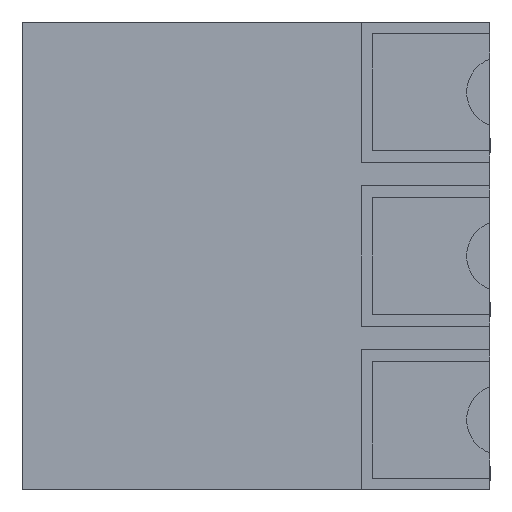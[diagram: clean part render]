
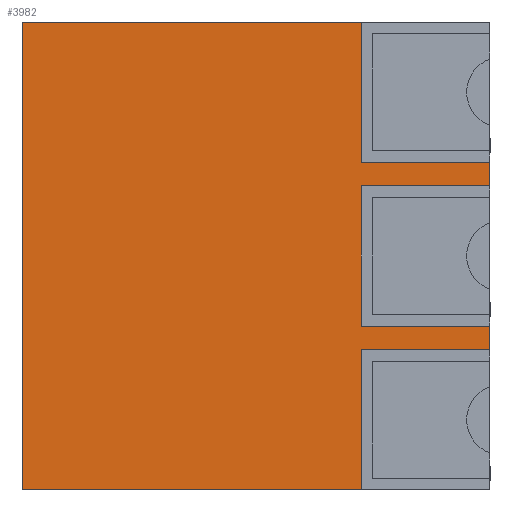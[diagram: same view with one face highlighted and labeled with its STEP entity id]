
A CAD part, left-side view. The second image highlights one B-rep face of the part: STEP entity #3982.
In plain terms, the highlighted planar face has unit normal (-1, 0, 0).
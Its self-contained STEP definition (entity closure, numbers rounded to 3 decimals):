
#18 = VERTEX_POINT ( 'NONE', #461 ) ;
#157 = ORIENTED_EDGE ( 'NONE', *, *, #172, .T. ) ;
#172 = EDGE_CURVE ( 'NONE', #476, #3710, #1789, .T. ) ;
#181 = VERTEX_POINT ( 'NONE', #1862 ) ;
#212 = ORIENTED_EDGE ( 'NONE', *, *, #2701, .T. ) ;
#226 = VERTEX_POINT ( 'NONE', #2349 ) ;
#309 = ORIENTED_EDGE ( 'NONE', *, *, #1977, .F. ) ;
#320 = ORIENTED_EDGE ( 'NONE', *, *, #342, .T. ) ;
#336 = EDGE_CURVE ( 'NONE', #18, #226, #528, .T. ) ;
#342 = EDGE_CURVE ( 'NONE', #18, #181, #567, .T. ) ;
#353 = ORIENTED_EDGE ( 'NONE', *, *, #1257, .F. ) ;
#461 = CARTESIAN_POINT ( 'NONE',  ( -2.55, 0., -0.6 ) ) ;
#476 = VERTEX_POINT ( 'NONE', #1085 ) ;
#481 = CARTESIAN_POINT ( 'NONE',  ( -2.55, 4., 2. ) ) ;
#513 = ORIENTED_EDGE ( 'NONE', *, *, #606, .T. ) ;
#528 = LINE ( 'NONE', #529, #533 ) ;
#529 = CARTESIAN_POINT ( 'NONE',  ( -2.55, 0., 2. ) ) ;
#533 = VECTOR ( 'NONE', #534, 1000. ) ;
#534 = DIRECTION ( 'NONE',  ( 0., 0., -1. ) ) ;
#561 = CARTESIAN_POINT ( 'NONE',  ( -2.55, 1.1, 0.8 ) ) ;
#567 = LINE ( 'NONE', #570, #571 ) ;
#570 = CARTESIAN_POINT ( 'NONE',  ( -2.55, 0., -0.6 ) ) ;
#571 = VECTOR ( 'NONE', #572, 1000. ) ;
#572 = DIRECTION ( 'NONE',  ( 0., 1., 0. ) ) ;
#604 = VERTEX_POINT ( 'NONE', #1179 ) ;
#606 = EDGE_CURVE ( 'NONE', #604, #4032, #1184, .T. ) ;
#642 = EDGE_CURVE ( 'NONE', #3710, #226, #1213, .T. ) ;
#712 = CARTESIAN_POINT ( 'NONE',  ( -2.55, 0., 0.6 ) ) ;
#736 = LINE ( 'NONE', #737, #738 ) ;
#737 = CARTESIAN_POINT ( 'NONE',  ( -2.55, 0., -2. ) ) ;
#738 = VECTOR ( 'NONE', #739, 1000. ) ;
#739 = DIRECTION ( 'NONE',  ( 0., 1., 0. ) ) ;
#1085 = CARTESIAN_POINT ( 'NONE',  ( -2.55, 1.1, -2. ) ) ;
#1103 = CARTESIAN_POINT ( 'NONE',  ( -2.55, 1.1, -0.8 ) ) ;
#1179 = CARTESIAN_POINT ( 'NONE',  ( -2.55, 0., 0.8 ) ) ;
#1184 = LINE ( 'NONE', #1185, #1186 ) ;
#1185 = CARTESIAN_POINT ( 'NONE',  ( -2.55, 0., 0.8 ) ) ;
#1186 = VECTOR ( 'NONE', #1187, 1000. ) ;
#1187 = DIRECTION ( 'NONE',  ( 0., 1., 0. ) ) ;
#1213 = LINE ( 'NONE', #1214, #1215 ) ;
#1214 = CARTESIAN_POINT ( 'NONE',  ( -2.55, 0., -0.8 ) ) ;
#1215 = VECTOR ( 'NONE', #1216, 1000. ) ;
#1216 = DIRECTION ( 'NONE',  ( 0., -1., 0. ) ) ;
#1257 = EDGE_CURVE ( 'NONE', #1417, #3616, #1643, .T. ) ;
#1311 = ORIENTED_EDGE ( 'NONE', *, *, #336, .F. ) ;
#1417 = VERTEX_POINT ( 'NONE', #1686 ) ;
#1643 = LINE ( 'NONE', #1644, #1645 ) ;
#1644 = CARTESIAN_POINT ( 'NONE',  ( -2.55, 4., -2. ) ) ;
#1645 = VECTOR ( 'NONE', #1646, 1000. ) ;
#1646 = DIRECTION ( 'NONE',  ( 0., 0., 1. ) ) ;
#1682 = LINE ( 'NONE', #1683, #1684 ) ;
#1683 = CARTESIAN_POINT ( 'NONE',  ( -2.55, 1.1, 0.8 ) ) ;
#1684 = VECTOR ( 'NONE', #1685, 1000. ) ;
#1685 = DIRECTION ( 'NONE',  ( 0., 0., 1. ) ) ;
#1686 = CARTESIAN_POINT ( 'NONE',  ( -2.55, 4., -2. ) ) ;
#1694 = ORIENTED_EDGE ( 'NONE', *, *, #4047, .F. ) ;
#1764 = CARTESIAN_POINT ( 'NONE',  ( -2.55, 1.1, 2. ) ) ;
#1789 = LINE ( 'NONE', #1790, #1791 ) ;
#1790 = CARTESIAN_POINT ( 'NONE',  ( -2.55, 1.1, -2. ) ) ;
#1791 = VECTOR ( 'NONE', #1792, 1000. ) ;
#1792 = DIRECTION ( 'NONE',  ( 0., 0., 1. ) ) ;
#1862 = CARTESIAN_POINT ( 'NONE',  ( -2.55, 1.1, -0.6 ) ) ;
#1977 = EDGE_CURVE ( 'NONE', #604, #3652, #2011, .T. ) ;
#2011 = LINE ( 'NONE', #2012, #2013 ) ;
#2012 = CARTESIAN_POINT ( 'NONE',  ( -2.55, 0., 2. ) ) ;
#2013 = VECTOR ( 'NONE', #2014, 1000. ) ;
#2014 = DIRECTION ( 'NONE',  ( 0., 0., -1. ) ) ;
#2204 = LINE ( 'NONE', #2205, #2206 ) ;
#2205 = CARTESIAN_POINT ( 'NONE',  ( -2.55, 4., 2. ) ) ;
#2206 = VECTOR ( 'NONE', #2207, 1000. ) ;
#2207 = DIRECTION ( 'NONE',  ( 0., -1., 0. ) ) ;
#2287 = EDGE_CURVE ( 'NONE', #3616, #3794, #2204, .T. ) ;
#2348 = ORIENTED_EDGE ( 'NONE', *, *, #2495, .T. ) ;
#2349 = CARTESIAN_POINT ( 'NONE',  ( -2.55, 0., -0.8 ) ) ;
#2389 = LINE ( 'NONE', #2390, #2391 ) ;
#2390 = CARTESIAN_POINT ( 'NONE',  ( -2.55, 0., 0.6 ) ) ;
#2391 = VECTOR ( 'NONE', #2392, 1000. ) ;
#2392 = DIRECTION ( 'NONE',  ( 0., -1., 0. ) ) ;
#2495 = EDGE_CURVE ( 'NONE', #2930, #3652, #2389, .T. ) ;
#2557 = LINE ( 'NONE', #2558, #2559 ) ;
#2558 = CARTESIAN_POINT ( 'NONE',  ( -2.55, 1.1, -0.6 ) ) ;
#2559 = VECTOR ( 'NONE', #2560, 1000. ) ;
#2560 = DIRECTION ( 'NONE',  ( 0., 0., 1. ) ) ;
#2656 = CARTESIAN_POINT ( 'NONE',  ( -2.55, 1.1, 0.6 ) ) ;
#2701 = EDGE_CURVE ( 'NONE', #181, #2930, #2557, .T. ) ;
#2930 = VERTEX_POINT ( 'NONE', #2656 ) ;
#3275 = FACE_OUTER_BOUND ( 'NONE', #3416, .T. ) ;
#3276 = PLANE ( 'NONE',  #3277 ) ;
#3277 = AXIS2_PLACEMENT_3D ( 'NONE', #3278, #3279, #3280 ) ;
#3278 = CARTESIAN_POINT ( 'NONE',  ( -2.55, 0., -2. ) ) ;
#3279 = DIRECTION ( 'NONE',  ( -1., 0., 0. ) ) ;
#3280 = DIRECTION ( 'NONE',  ( 0., 1., 0. ) ) ;
#3416 = EDGE_LOOP ( 'NONE', ( #309, #513, #3763, #3817, #353, #1694, #157, #3743, #1311, #320, #212, #2348 ) ) ;
#3616 = VERTEX_POINT ( 'NONE', #481 ) ;
#3652 = VERTEX_POINT ( 'NONE', #712 ) ;
#3710 = VERTEX_POINT ( 'NONE', #1103 ) ;
#3743 = ORIENTED_EDGE ( 'NONE', *, *, #642, .T. ) ;
#3763 = ORIENTED_EDGE ( 'NONE', *, *, #3782, .T. ) ;
#3782 = EDGE_CURVE ( 'NONE', #4032, #3794, #1682, .T. ) ;
#3794 = VERTEX_POINT ( 'NONE', #1764 ) ;
#3817 = ORIENTED_EDGE ( 'NONE', *, *, #2287, .F. ) ;
#3982 = ADVANCED_FACE ( 'NONE', ( #3275 ), #3276, .T. ) ;
#4032 = VERTEX_POINT ( 'NONE', #561 ) ;
#4047 = EDGE_CURVE ( 'NONE', #476, #1417, #736, .T. ) ;
